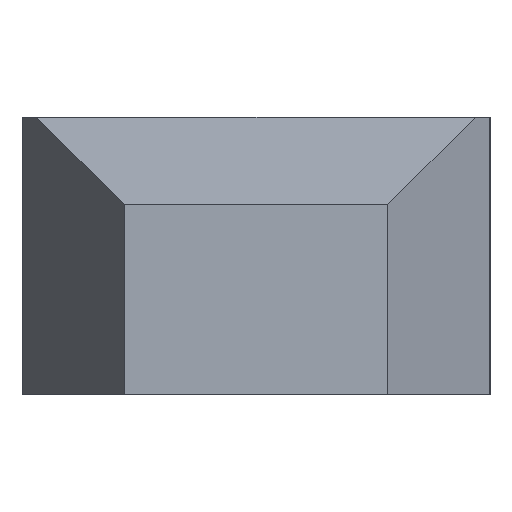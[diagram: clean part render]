
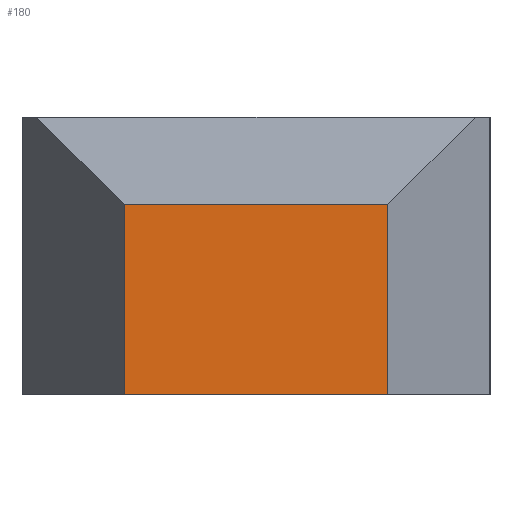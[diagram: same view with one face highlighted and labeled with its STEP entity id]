
A CAD part, left-side view. The second image highlights one B-rep face of the part: STEP entity #180.
In plain terms, the highlighted planar face has unit normal (-1, 0, 0).
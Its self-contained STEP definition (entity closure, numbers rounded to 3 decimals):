
#19 = LINE ( 'NONE', #202, #488 ) ;
#33 = CARTESIAN_POINT ( 'NONE',  ( -62.5, -9., 0. ) ) ;
#53 = VECTOR ( 'NONE', #572, 1000. ) ;
#101 = VERTEX_POINT ( 'NONE', #183 ) ;
#104 = DIRECTION ( 'NONE',  ( 0., 0., -1. ) ) ;
#107 = CARTESIAN_POINT ( 'NONE',  ( -62.5, -9., 19. ) ) ;
#110 = AXIS2_PLACEMENT_3D ( 'NONE', #401, #583, #161 ) ;
#146 = LINE ( 'NONE', #107, #53 ) ;
#152 = LINE ( 'NONE', #305, #463 ) ;
#161 = DIRECTION ( 'NONE',  ( 0., 0., 1. ) ) ;
#180 = ADVANCED_FACE ( 'NONE', ( #209 ), #349, .T. ) ;
#183 = CARTESIAN_POINT ( 'NONE',  ( -62.5, 9., 13. ) ) ;
#190 = ORIENTED_EDGE ( 'NONE', *, *, #234, .F. ) ;
#202 = CARTESIAN_POINT ( 'NONE',  ( -62.5, 9., 19. ) ) ;
#209 = FACE_OUTER_BOUND ( 'NONE', #301, .T. ) ;
#234 = EDGE_CURVE ( 'NONE', #338, #536, #146, .T. ) ;
#249 = ORIENTED_EDGE ( 'NONE', *, *, #271, .T. ) ;
#267 = EDGE_CURVE ( 'NONE', #338, #101, #152, .T. ) ;
#271 = EDGE_CURVE ( 'NONE', #101, #414, #19, .T. ) ;
#280 = DIRECTION ( 'NONE',  ( 0., 1., 0. ) ) ;
#301 = EDGE_LOOP ( 'NONE', ( #190, #554, #249, #467 ) ) ;
#305 = CARTESIAN_POINT ( 'NONE',  ( -62.5, -20., 13. ) ) ;
#338 = VERTEX_POINT ( 'NONE', #505 ) ;
#349 = PLANE ( 'NONE',  #110 ) ;
#364 = CARTESIAN_POINT ( 'NONE',  ( -62.5, 9., 0. ) ) ;
#392 = DIRECTION ( 'NONE',  ( 0., 1., 0. ) ) ;
#401 = CARTESIAN_POINT ( 'NONE',  ( -62.5, -9., 19. ) ) ;
#414 = VERTEX_POINT ( 'NONE', #364 ) ;
#463 = VECTOR ( 'NONE', #392, 1000. ) ;
#467 = ORIENTED_EDGE ( 'NONE', *, *, #524, .F. ) ;
#468 = CARTESIAN_POINT ( 'NONE',  ( -62.5, -9., 0. ) ) ;
#488 = VECTOR ( 'NONE', #104, 1000. ) ;
#505 = CARTESIAN_POINT ( 'NONE',  ( -62.5, -9., 13. ) ) ;
#524 = EDGE_CURVE ( 'NONE', #536, #414, #555, .T. ) ;
#527 = VECTOR ( 'NONE', #280, 1000. ) ;
#536 = VERTEX_POINT ( 'NONE', #468 ) ;
#554 = ORIENTED_EDGE ( 'NONE', *, *, #267, .T. ) ;
#555 = LINE ( 'NONE', #33, #527 ) ;
#572 = DIRECTION ( 'NONE',  ( 0., 0., -1. ) ) ;
#583 = DIRECTION ( 'NONE',  ( -1., 0., 0. ) ) ;
